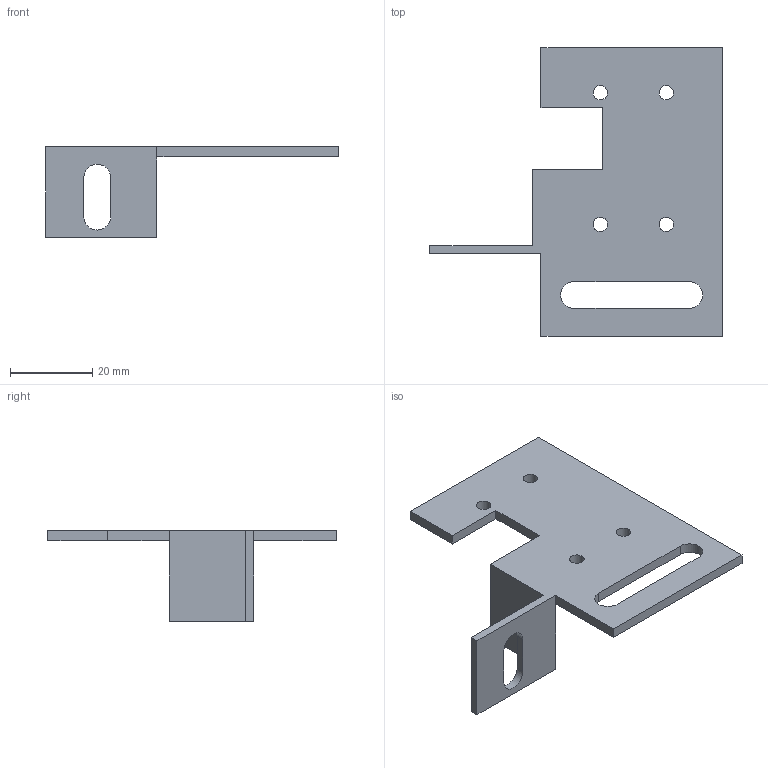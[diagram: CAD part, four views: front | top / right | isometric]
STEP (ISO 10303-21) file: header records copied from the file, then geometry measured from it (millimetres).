
FILE_DESCRIPTION(/* description */ ('STEP AP242','CAx-IF Rec.Pracs.---Representation and Presentation of Product Manufacturing Information (PMI)---4.0---2014-10-13','CAx-IF Rec.Pracs.---3D Tessellated Geometry---0.4---2014-09-14','2;1'),/* implementation_level */ '2;1');
FILE_NAME(/* name */ '6258f9adfa512521add4865b',/* time_stamp */ '2022-04-15T04:50:54+00:00',/* author */ (''),/* organization */ (''),/* preprocessor_version */ 'ST-DEVELOPER v18.101',/* originating_system */ ' ',/* authorisation */ ' ');
FILE_SCHEMA (('AP242_MANAGED_MODEL_BASED_3D_ENGINEERING_MIM_LF { 1 0 10303 442 1 1 4 }'));
Length unit declared in the file: metre
Products named in the file (1): Part 1
Bounding box: 71 x 70 x 22 mm (x, y, z)
Volume: 8315.5 mm3; surface area: 8207.1 mm2
Topology: 1 solids, 1 shells, 28 faces, 77 edges, 51 vertices
Faces by surface type: plane 20, cylinder 8
Full cylindrical faces by diameter (mm): 3.5 x4
Entity records: 915 total; most frequent: CARTESIAN_POINT 153, DIRECTION 147, ORIENTED_EDGE 146, EDGE_CURVE 73, LINE 57, VECTOR 57, VERTEX_POINT 51, AXIS2_PLACEMENT_3D 45
